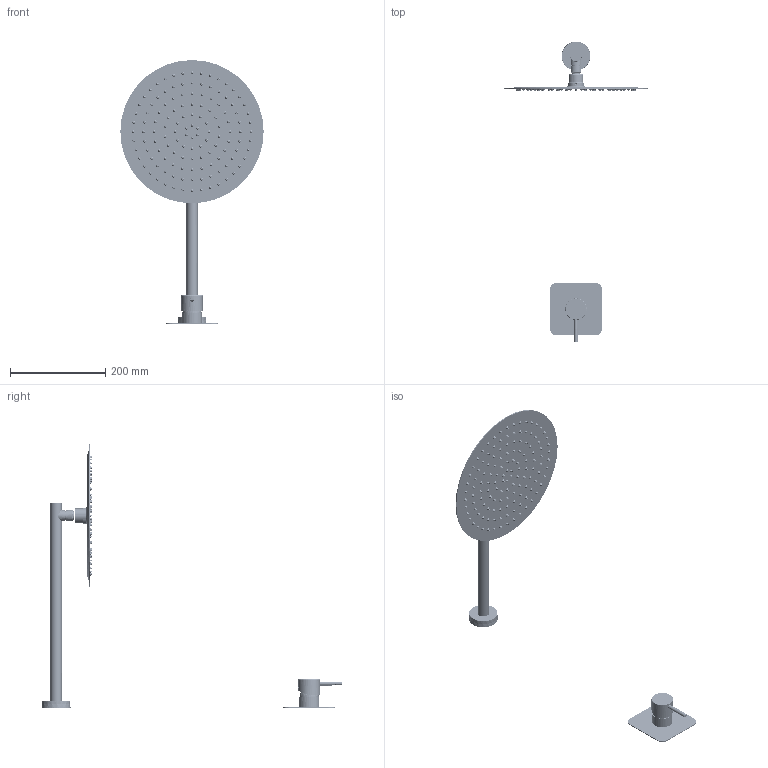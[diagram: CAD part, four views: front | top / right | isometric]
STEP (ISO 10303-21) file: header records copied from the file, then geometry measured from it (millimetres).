
FILE_DESCRIPTION (( 'STEP AP203' ), '1' );
FILE_NAME ('39DP09465.STEP', '2025-08-25T07:49:28', ( '' ), ( '' ), 'SwSTEP 2.0', 'SolidWorks 2021', '' );
FILE_SCHEMA (( 'CONFIG_CONTROL_DESIGN' ));
Length unit declared in the file: millimetre
Products named in the file (1): 39DP09465
Bounding box: 300 x 629.72 x 552.72 mm (x, y, z)
Surface area: 545415.5 mm2 (no closed solid volume)
Topology: 0 solids, 16 shells, 2693 faces, 6348 edges, 4243 vertices
Faces by surface type: bspline 939, plane 749, cylinder 655, cone 304, torus 26, sphere 20
Full cylindrical faces by diameter (mm): 1.2 x132, 2.5 x1, 3.3 x1, 4 x265, 4.2 x1, 5.8 x132, 6.5 x1, 6.8 x1, 7 x1, 8 x1, 8.5 x1, 14 x1, 16.45 x2, 18 x2, 18.1 x1, 19 x1, 19.1 x4, 20 x1, 20.45 x3, 21.3 x1, 23 x2, 23.5 x1, 24 x1, 24.41 x1, 26.3 x1, 26.7 x7, 29 x1, 30.5 x1, 31 x1, 33.5 x1
Entity records: 108854 total; most frequent: CARTESIAN_POINT 59791, DIRECTION 8775, ORIENTED_EDGE 8412, EDGE_LOOP 5331, EDGE_CURVE 4208, AXIS2_PLACEMENT_3D 4049, FACE_OUTER_BOUND 3932, VERTEX_POINT 3657
